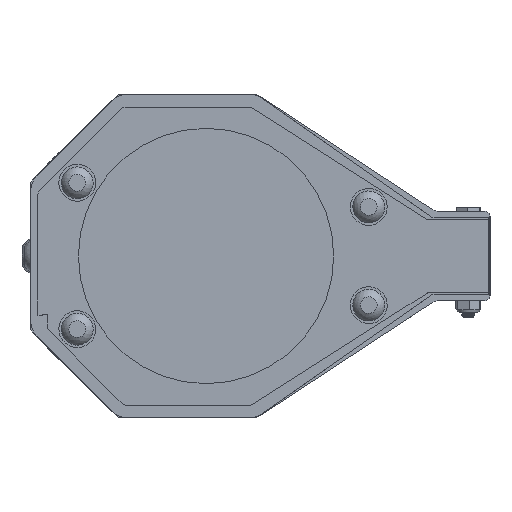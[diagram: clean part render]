
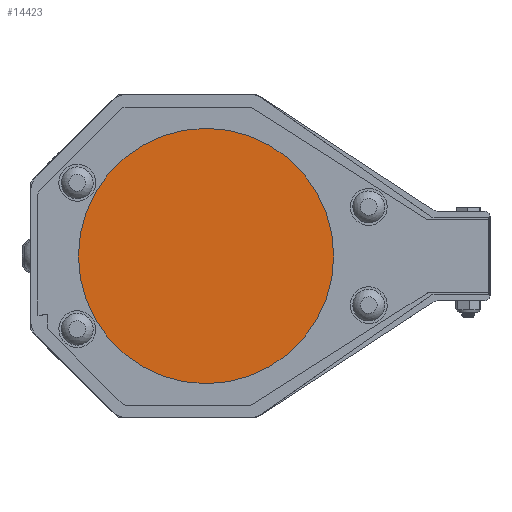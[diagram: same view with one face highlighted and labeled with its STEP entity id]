
A CAD part, left-side view. The second image highlights one B-rep face of the part: STEP entity #14423.
In plain terms, the highlighted planar face has unit normal (-1, 0, 0).
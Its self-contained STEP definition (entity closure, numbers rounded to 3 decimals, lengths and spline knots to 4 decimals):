
#2628=PLANE('',#16009);
#3308=CIRCLE('',#16008,1.5);
#4414=FACE_OUTER_BOUND('',#5663,.T.);
#5663=EDGE_LOOP('',(#13250));
#7707=VERTEX_POINT('',#62137);
#9587=EDGE_CURVE('',#7707,#7707,#3308,.T.);
#13250=ORIENTED_EDGE('',*,*,#9587,.T.);
#14423=ADVANCED_FACE('',(#4414),#2628,.T.);
#16008=AXIS2_PLACEMENT_3D('',#62138,#19621,#19622);
#16009=AXIS2_PLACEMENT_3D('',#62139,#19623,#19624);
#19621=DIRECTION('center_axis',(-1.,0.,0.));
#19622=DIRECTION('ref_axis',(0.,0.,
-1.));
#19623=DIRECTION('center_axis',(-1.,0.,0.));
#19624=DIRECTION('ref_axis',(0.,0.,1.));
#62137=CARTESIAN_POINT('',(-21.5018,0.4158,1.3603));
#62138=CARTESIAN_POINT('Origin',(-21.5018,0.4158,-0.1397));
#62139=CARTESIAN_POINT('Origin',(-21.5018,0.4158,-0.1397));
